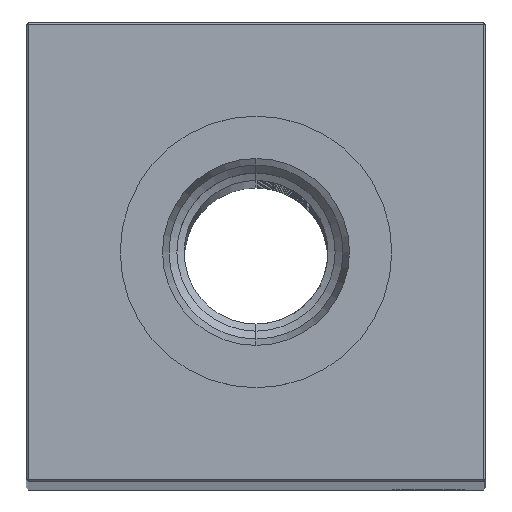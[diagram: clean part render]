
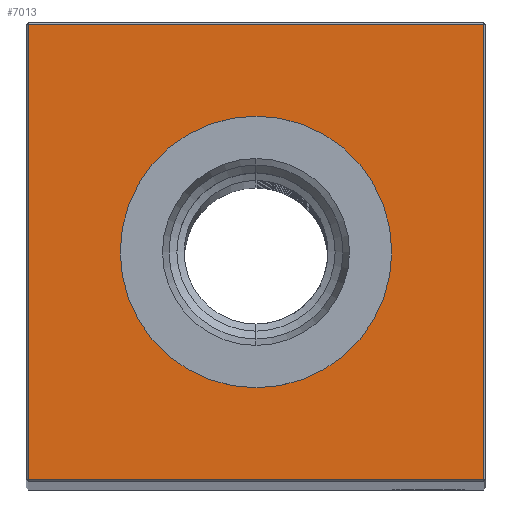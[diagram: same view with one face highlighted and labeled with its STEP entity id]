
A CAD part, top view. The second image highlights one B-rep face of the part: STEP entity #7013.
In plain terms, the highlighted planar face has unit normal (0, 0, 1).
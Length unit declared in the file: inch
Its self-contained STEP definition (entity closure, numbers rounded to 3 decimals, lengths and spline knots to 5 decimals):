
#261 = CIRCLE ( 'NONE', #11074, 0.59055 ) ;
#779 = PLANE ( 'NONE',  #4708 ) ;
#1732 = VERTEX_POINT ( 'NONE', #23190 ) ;
#3715 = CARTESIAN_POINT ( 'NONE',  ( 0.99, 0.99, 20.25 ) ) ;
#3769 = VECTOR ( 'NONE', #12777, 39.37008 ) ;
#3798 = CARTESIAN_POINT ( 'NONE',  ( 0., 0., 20.25 ) ) ;
#4527 = VERTEX_POINT ( 'NONE', #28801 ) ;
#4579 = CARTESIAN_POINT ( 'NONE',  ( -0.99, 0.99, 20.25 ) ) ;
#4708 = AXIS2_PLACEMENT_3D ( 'NONE', #17620, #18232, #18084 ) ;
#5420 = EDGE_CURVE ( 'NONE', #4527, #19452, #11382, .T. ) ;
#5588 = DIRECTION ( 'NONE',  ( 0., 0., -1. ) ) ;
#6431 = DIRECTION ( 'NONE',  ( 0., 0., -1. ) ) ;
#6883 = EDGE_CURVE ( 'NONE', #8371, #7384, #29107, .T. ) ;
#7013 = ADVANCED_FACE ( 'NONE', ( #17037, #26354 ), #779, .F. ) ;
#7032 = DIRECTION ( 'NONE',  ( 0., -1., 0. ) ) ;
#7247 = CARTESIAN_POINT ( 'NONE',  ( 0., -0.59055, 20.25 ) ) ;
#7384 = VERTEX_POINT ( 'NONE', #4579 ) ;
#8371 = VERTEX_POINT ( 'NONE', #3715 ) ;
#9296 = ORIENTED_EDGE ( 'NONE', *, *, #5420, .T. ) ;
#9670 = ORIENTED_EDGE ( 'NONE', *, *, #28920, .T. ) ;
#9735 = EDGE_CURVE ( 'NONE', #1732, #13657, #15356, .T. ) ;
#10466 = DIRECTION ( 'NONE',  ( -1., 0., 0. ) ) ;
#11074 = AXIS2_PLACEMENT_3D ( 'NONE', #3798, #6431, #13481 ) ;
#11382 = CIRCLE ( 'NONE', #18696, 0.59055 ) ;
#11586 = EDGE_LOOP ( 'NONE', ( #9296, #30130 ) ) ;
#12013 = VECTOR ( 'NONE', #16396, 39.37008 ) ;
#12777 = DIRECTION ( 'NONE',  ( 1., 0., 0. ) ) ;
#12789 = CARTESIAN_POINT ( 'NONE',  ( 0., 0., 20.25 ) ) ;
#13481 = DIRECTION ( 'NONE',  ( -1., 0., 0. ) ) ;
#13657 = VERTEX_POINT ( 'NONE', #22467 ) ;
#13775 = LINE ( 'NONE', #20795, #20303 ) ;
#14922 = CARTESIAN_POINT ( 'NONE',  ( 0., -0.99, 20.25 ) ) ;
#15356 = LINE ( 'NONE', #14922, #3769 ) ;
#16094 = CARTESIAN_POINT ( 'NONE',  ( 0.99, 0., 20.25 ) ) ;
#16396 = DIRECTION ( 'NONE',  ( 0., 1., 0. ) ) ;
#17037 = FACE_OUTER_BOUND ( 'NONE', #29682, .T. ) ;
#17620 = CARTESIAN_POINT ( 'NONE',  ( 0., 0., 20.25 ) ) ;
#18084 = DIRECTION ( 'NONE',  ( -1., 0., 0. ) ) ;
#18232 = DIRECTION ( 'NONE',  ( 0., 0., -1. ) ) ;
#18441 = ORIENTED_EDGE ( 'NONE', *, *, #6883, .T. ) ;
#18696 = AXIS2_PLACEMENT_3D ( 'NONE', #12789, #5588, #24248 ) ;
#19452 = VERTEX_POINT ( 'NONE', #7247 ) ;
#19989 = ORIENTED_EDGE ( 'NONE', *, *, #9735, .T. ) ;
#20303 = VECTOR ( 'NONE', #7032, 39.37008 ) ;
#20795 = CARTESIAN_POINT ( 'NONE',  ( -0.99, 0., 20.25 ) ) ;
#22212 = CARTESIAN_POINT ( 'NONE',  ( 0., 0.99, 20.25 ) ) ;
#22467 = CARTESIAN_POINT ( 'NONE',  ( 0.99, -0.99, 20.25 ) ) ;
#23190 = CARTESIAN_POINT ( 'NONE',  ( -0.99, -0.99, 20.25 ) ) ;
#24248 = DIRECTION ( 'NONE',  ( -1., 0., 0. ) ) ;
#25713 = VECTOR ( 'NONE', #10466, 39.37008 ) ;
#26010 = LINE ( 'NONE', #16094, #12013 ) ;
#26354 = FACE_BOUND ( 'NONE', #11586, .T. ) ;
#27085 = ORIENTED_EDGE ( 'NONE', *, *, #29258, .T. ) ;
#28801 = CARTESIAN_POINT ( 'NONE',  ( 0., 0.59055, 20.25 ) ) ;
#28920 = EDGE_CURVE ( 'NONE', #13657, #8371, #26010, .T. ) ;
#29107 = LINE ( 'NONE', #22212, #25713 ) ;
#29258 = EDGE_CURVE ( 'NONE', #7384, #1732, #13775, .T. ) ;
#29682 = EDGE_LOOP ( 'NONE', ( #27085, #19989, #9670, #18441 ) ) ;
#30000 = EDGE_CURVE ( 'NONE', #19452, #4527, #261, .T. ) ;
#30130 = ORIENTED_EDGE ( 'NONE', *, *, #30000, .T. ) ;
